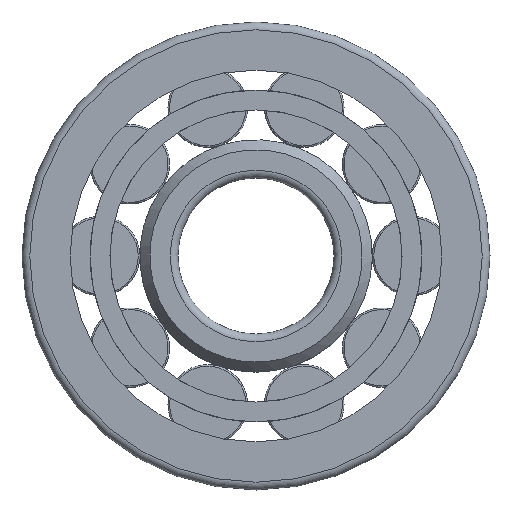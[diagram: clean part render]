
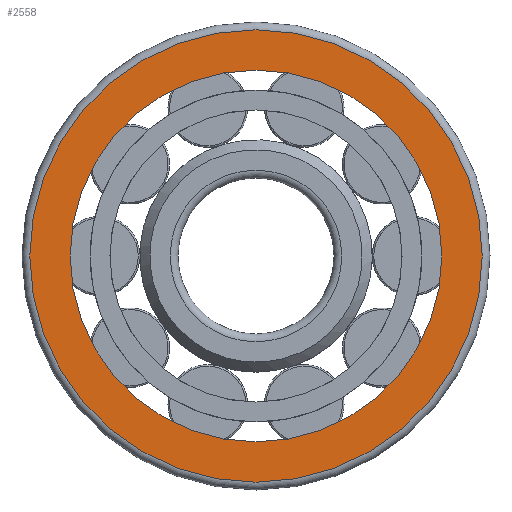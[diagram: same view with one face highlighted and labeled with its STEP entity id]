
A CAD part, left-side view. The second image highlights one B-rep face of the part: STEP entity #2558.
In plain terms, the highlighted planar face has unit normal (-1, 0, 0).
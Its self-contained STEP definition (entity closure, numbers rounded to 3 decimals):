
#16=PLANE('',#2852);
#150=FACE_BOUND('',#516,.T.);
#332=FACE_OUTER_BOUND('',#515,.T.);
#515=EDGE_LOOP('',(#2161));
#516=EDGE_LOOP('',(#2162));
#858=CIRCLE('',#2747,43.5);
#860=CIRCLE('',#2750,35.738);
#1246=VERTEX_POINT('',#7466);
#1248=VERTEX_POINT('',#7472);
#1527=EDGE_CURVE('',#1246,#1246,#858,.T.);
#1530=EDGE_CURVE('',#1248,#1248,#860,.T.);
#2161=ORIENTED_EDGE('',*,*,#1527,.F.);
#2162=ORIENTED_EDGE('',*,*,#1530,.T.);
#2558=ADVANCED_FACE('',(#332,#150),#16,.T.);
#2747=AXIS2_PLACEMENT_3D('',#7468,#3254,#3255);
#2750=AXIS2_PLACEMENT_3D('',#7474,#3261,#3262);
#2852=AXIS2_PLACEMENT_3D('',#7576,#3465,#3466);
#3254=DIRECTION('center_axis',(1.,0.,0.));
#3255=DIRECTION('ref_axis',(0.,0.,-1.));
#3261=DIRECTION('center_axis',(1.,0.,0.));
#3262=DIRECTION('ref_axis',(0.,0.,1.));
#3465=DIRECTION('center_axis',(-1.,0.,0.));
#3466=DIRECTION('ref_axis',(0.,0.,1.));
#7466=CARTESIAN_POINT('',(-11.5,0.,43.5));
#7468=CARTESIAN_POINT('Origin',(-11.5,0.,0.));
#7472=CARTESIAN_POINT('',(-11.5,0.,-35.738));
#7474=CARTESIAN_POINT('Origin',(-11.5,0.,0.));
#7576=CARTESIAN_POINT('Origin',(-11.5,-43.501,0.));
